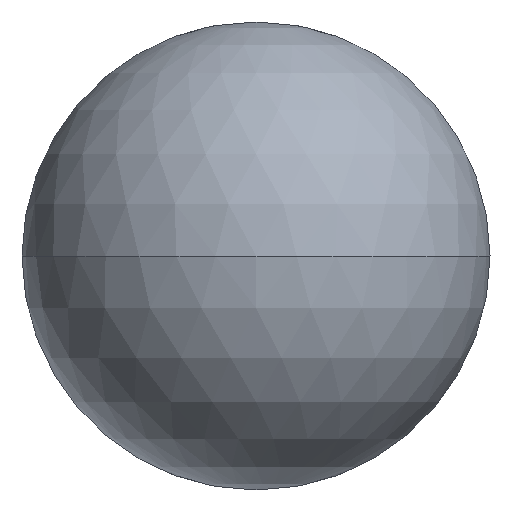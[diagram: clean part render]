
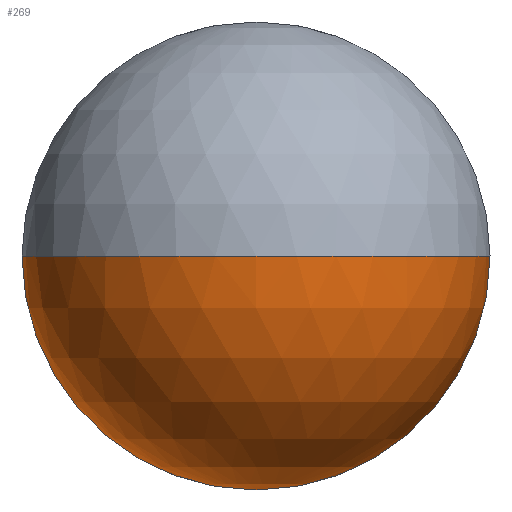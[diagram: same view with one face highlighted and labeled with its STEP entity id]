
A CAD part, front view. The second image highlights one B-rep face of the part: STEP entity #269.
In plain terms, the highlighted spherical face has radius 7.938 mm.
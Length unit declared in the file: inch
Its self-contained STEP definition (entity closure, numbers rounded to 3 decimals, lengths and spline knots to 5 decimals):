
#39 = VERTEX_POINT ( 'NONE', #183 ) ;
#44 = VERTEX_POINT ( 'NONE', #232 ) ;
#61 = CARTESIAN_POINT ( 'NONE',  ( 0., 0.3125, 0. ) ) ;
#92 = AXIS2_PLACEMENT_3D ( 'NONE', #226, #323, #314 ) ;
#94 = EDGE_LOOP ( 'NONE', ( #286, #523, #126, #213 ) ) ;
#99 = VERTEX_POINT ( 'NONE', #291 ) ;
#101 = DIRECTION ( 'NONE',  ( -1., 0., 0. ) ) ;
#126 = ORIENTED_EDGE ( 'NONE', *, *, #384, .T. ) ;
#140 = DIRECTION ( 'NONE',  ( 0., 0., 1. ) ) ;
#144 = DIRECTION ( 'NONE',  ( 0., 0., -1. ) ) ;
#157 = CIRCLE ( 'NONE', #521, 0.3125 ) ;
#183 = CARTESIAN_POINT ( 'NONE',  ( 0.3125, 0.3125, 0. ) ) ;
#188 = AXIS2_PLACEMENT_3D ( 'NONE', #500, #426, #222 ) ;
#196 = DIRECTION ( 'NONE',  ( 0., -1., 0. ) ) ;
#213 = ORIENTED_EDGE ( 'NONE', *, *, #402, .F. ) ;
#222 = DIRECTION ( 'NONE',  ( -1., 0., 0. ) ) ;
#226 = CARTESIAN_POINT ( 'NONE',  ( 0., 0.3125, 0. ) ) ;
#232 = CARTESIAN_POINT ( 'NONE',  ( 0., 0., 0. ) ) ;
#236 = AXIS2_PLACEMENT_3D ( 'NONE', #237, #140, #267 ) ;
#237 = CARTESIAN_POINT ( 'NONE',  ( 0., 0.3125, 0. ) ) ;
#267 = DIRECTION ( 'NONE',  ( 1., 0., 0. ) ) ;
#269 = ADVANCED_FACE ( 'NONE', ( #378 ), #361, .T. ) ;
#275 = CIRCLE ( 'NONE', #92, 0.3125 ) ;
#286 = ORIENTED_EDGE ( 'NONE', *, *, #518, .T. ) ;
#291 = CARTESIAN_POINT ( 'NONE',  ( -0.3125, 0.3125, 0. ) ) ;
#311 = EDGE_CURVE ( 'NONE', #495, #39, #157, .T. ) ;
#314 = DIRECTION ( 'NONE',  ( 0., 0., -1. ) ) ;
#323 = DIRECTION ( 'NONE',  ( 0., -1., 0. ) ) ;
#325 = AXIS2_PLACEMENT_3D ( 'NONE', #349, #144, #101 ) ;
#349 = CARTESIAN_POINT ( 'NONE',  ( 0., 0.3125, 0. ) ) ;
#361 = SPHERICAL_SURFACE ( 'NONE', #325, 0.3125 ) ;
#378 = FACE_OUTER_BOUND ( 'NONE', #94, .T. ) ;
#384 = EDGE_CURVE ( 'NONE', #39, #44, #480, .T. ) ;
#402 = EDGE_CURVE ( 'NONE', #99, #44, #464, .T. ) ;
#426 = DIRECTION ( 'NONE',  ( 0., 0., -1. ) ) ;
#464 = CIRCLE ( 'NONE', #236, 0.3125 ) ;
#480 = CIRCLE ( 'NONE', #188, 0.3125 ) ;
#493 = CARTESIAN_POINT ( 'NONE',  ( 0., 0.3125, -0.3125 ) ) ;
#495 = VERTEX_POINT ( 'NONE', #493 ) ;
#500 = CARTESIAN_POINT ( 'NONE',  ( 0., 0.3125, 0. ) ) ;
#516 = DIRECTION ( 'NONE',  ( 0., 0., -1. ) ) ;
#518 = EDGE_CURVE ( 'NONE', #99, #495, #275, .T. ) ;
#521 = AXIS2_PLACEMENT_3D ( 'NONE', #61, #196, #516 ) ;
#523 = ORIENTED_EDGE ( 'NONE', *, *, #311, .T. ) ;
